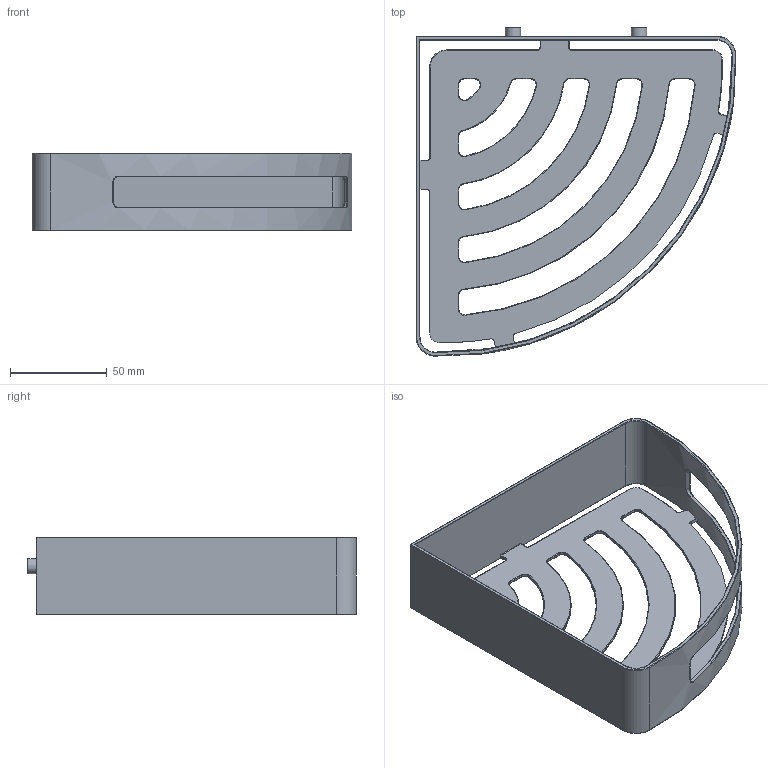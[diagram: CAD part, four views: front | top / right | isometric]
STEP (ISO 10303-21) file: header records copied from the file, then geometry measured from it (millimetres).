
FILE_DESCRIPTION(/* description */ (''),/* implementation_level */ '2;1');
FILE_NAME(/* name */ '282 3D.stp',/* time_stamp */ '2021-03-15T14:41:18-04:00',/* author */ ('fbrousse'),/* organization */ (''),/* preprocessor_version */ 'ST-DEVELOPER v17',/* originating_system */ 'Autodesk Inventor 2018',/* authorisation */ '');
FILE_SCHEMA (('CONFIG_CONTROL_DESIGN'));
Length unit declared in the file: millimetre
Products named in the file (2): 282; 043-002
Assembly tree (1 placements, depth 2):
  282
    043-002
Bounding box: 164.99 x 169.29 x 40 mm (x, y, z)
Volume: 59802.5 mm3; surface area: 70996 mm2
Topology: 1 solids, 1 shells, 247 faces, 599 edges, 356 vertices
Faces by surface type: cylinder 102, torus 92, plane 39, bspline 12, sphere 2
Full cylindrical faces by diameter (mm): 4 x2, 7.85 x2
Entity records: 9538 total; most frequent: CARTESIAN_POINT 3547, DIRECTION 1362, ORIENTED_EDGE 1200, EDGE_CURVE 600, AXIS2_PLACEMENT_3D 580, VERTEX_POINT 356, CIRCLE 340, EDGE_LOOP 268
